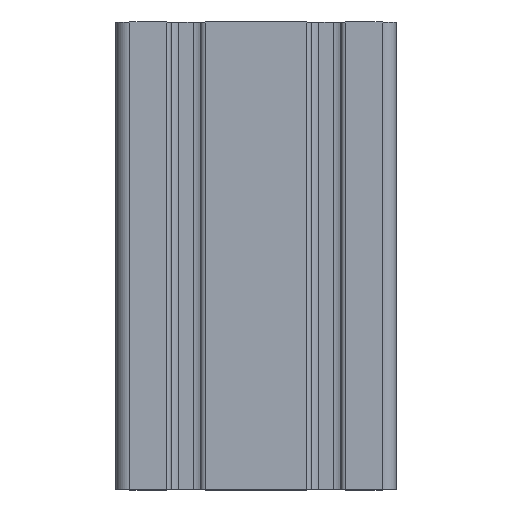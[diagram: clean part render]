
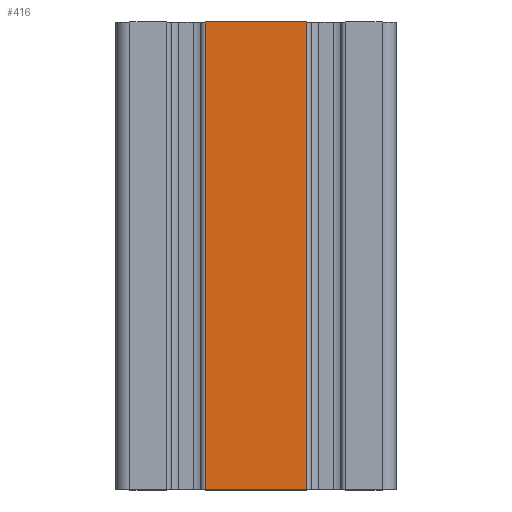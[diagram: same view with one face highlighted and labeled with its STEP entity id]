
A CAD part, top view. The second image highlights one B-rep face of the part: STEP entity #416.
In plain terms, the highlighted planar face has unit normal (0, 0, 1).
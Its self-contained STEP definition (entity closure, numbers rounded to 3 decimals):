
#416 = ADVANCED_FACE( '', ( #1100 ), #1101, .T. );
#1100 = FACE_OUTER_BOUND( '', #2081, .T. );
#1101 = PLANE( '', #2082 );
#2081 = EDGE_LOOP( '', ( #3251, #3252, #3253, #3254 ) );
#2082 = AXIS2_PLACEMENT_3D( '', #3255, #3256, #3257 );
#3251 = ORIENTED_EDGE( '', *, *, #6243, .F. );
#3252 = ORIENTED_EDGE( '', *, *, #6244, .F. );
#3253 = ORIENTED_EDGE( '', *, *, #6245, .T. );
#3254 = ORIENTED_EDGE( '', *, *, #6246, .T. );
#3255 = CARTESIAN_POINT( '', ( 10.825, 100., 60. ) );
#3256 = DIRECTION( '', ( 0., 0., 1. ) );
#3257 = DIRECTION( '', ( 0., -1., 0. ) );
#6243 = EDGE_CURVE( '', #7635, #7636, #7637, .T. );
#6244 = EDGE_CURVE( '', #7638, #7635, #7639, .T. );
#6245 = EDGE_CURVE( '', #7638, #7640, #7641, .T. );
#6246 = EDGE_CURVE( '', #7640, #7636, #7642, .T. );
#7635 = VERTEX_POINT( '', #9614 );
#7636 = VERTEX_POINT( '', #9615 );
#7637 = LINE( '', #9616, #9617 );
#7638 = VERTEX_POINT( '', #9618 );
#7639 = LINE( '', #9619, #9620 );
#7640 = VERTEX_POINT( '', #9621 );
#7641 = LINE( '', #9622, #9623 );
#7642 = LINE( '', #9624, #9625 );
#9614 = CARTESIAN_POINT( '', ( 10.825, 0., 60. ) );
#9615 = CARTESIAN_POINT( '', ( -10.825, 0., 60. ) );
#9616 = CARTESIAN_POINT( '', ( 10.825, 0., 60. ) );
#9617 = VECTOR( '', #11865, 1000. );
#9618 = CARTESIAN_POINT( '', ( 10.825, 100., 60. ) );
#9619 = CARTESIAN_POINT( '', ( 10.825, 100., 60. ) );
#9620 = VECTOR( '', #11866, 1000. );
#9621 = CARTESIAN_POINT( '', ( -10.825, 100., 60. ) );
#9622 = CARTESIAN_POINT( '', ( 10.825, 100., 60. ) );
#9623 = VECTOR( '', #11867, 1000. );
#9624 = CARTESIAN_POINT( '', ( -10.825, 100., 60. ) );
#9625 = VECTOR( '', #11868, 1000. );
#11865 = DIRECTION( '', ( -1., 0., 0. ) );
#11866 = DIRECTION( '', ( 0., -1., 0. ) );
#11867 = DIRECTION( '', ( -1., 0., 0. ) );
#11868 = DIRECTION( '', ( 0., -1., 0. ) );
